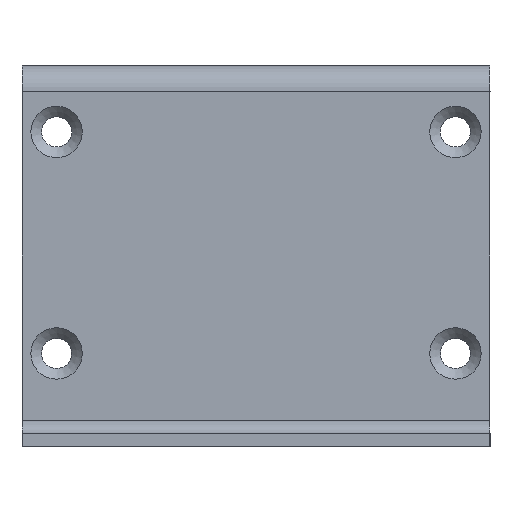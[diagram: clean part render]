
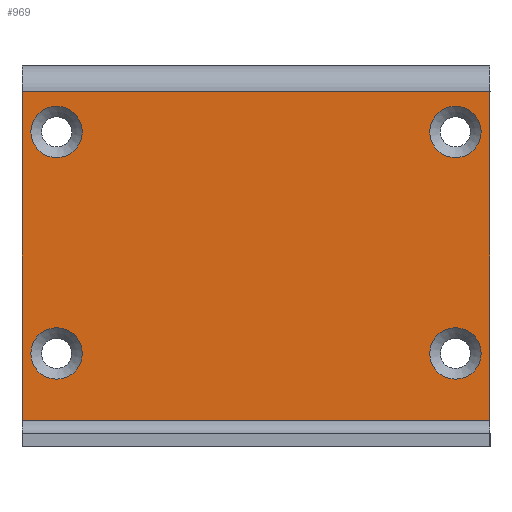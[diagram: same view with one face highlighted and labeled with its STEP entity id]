
A CAD part, left-side view. The second image highlights one B-rep face of the part: STEP entity #969.
In plain terms, the highlighted planar face has unit normal (-1, 0, 0).
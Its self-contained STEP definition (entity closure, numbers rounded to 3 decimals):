
#46=FACE_BOUND('',#224,.T.);
#47=FACE_BOUND('',#225,.T.);
#48=FACE_BOUND('',#226,.T.);
#49=FACE_BOUND('',#227,.T.);
#79=PLANE('',#1098);
#145=FACE_OUTER_BOUND('',#223,.T.);
#223=EDGE_LOOP('',(#884,#885,#886,#887));
#224=EDGE_LOOP('',(#888));
#225=EDGE_LOOP('',(#889));
#226=EDGE_LOOP('',(#890));
#227=EDGE_LOOP('',(#891));
#252=LINE('',#1517,#332);
#300=LINE('',#1632,#380);
#304=LINE('',#1645,#384);
#307=LINE('',#1649,#387);
#332=VECTOR('',#1243,10.);
#380=VECTOR('',#1365,10.);
#384=VECTOR('',#1383,10.);
#387=VECTOR('',#1388,10.);
#408=CIRCLE('',#1026,2.9);
#411=CIRCLE('',#1031,2.9);
#414=CIRCLE('',#1036,2.9);
#417=CIRCLE('',#1041,2.9);
#456=VERTEX_POINT('',#1459);
#459=VERTEX_POINT('',#1469);
#462=VERTEX_POINT('',#1479);
#465=VERTEX_POINT('',#1489);
#468=VERTEX_POINT('',#1499);
#473=VERTEX_POINT('',#1509);
#504=VERTEX_POINT('',#1629);
#505=VERTEX_POINT('',#1631);
#540=EDGE_CURVE('',#456,#456,#408,.T.);
#545=EDGE_CURVE('',#459,#459,#411,.T.);
#550=EDGE_CURVE('',#462,#462,#414,.T.);
#555=EDGE_CURVE('',#465,#465,#417,.T.);
#568=EDGE_CURVE('',#468,#473,#252,.T.);
#625=EDGE_CURVE('',#505,#504,#300,.T.);
#632=EDGE_CURVE('',#504,#468,#304,.T.);
#635=EDGE_CURVE('',#473,#505,#307,.T.);
#884=ORIENTED_EDGE('',*,*,#568,.T.);
#885=ORIENTED_EDGE('',*,*,#635,.T.);
#886=ORIENTED_EDGE('',*,*,#625,.T.);
#887=ORIENTED_EDGE('',*,*,#632,.T.);
#888=ORIENTED_EDGE('',*,*,#540,.T.);
#889=ORIENTED_EDGE('',*,*,#545,.T.);
#890=ORIENTED_EDGE('',*,*,#550,.T.);
#891=ORIENTED_EDGE('',*,*,#555,.T.);
#969=ADVANCED_FACE('',(#145,#46,#47,#48,#49),#79,.T.);
#1026=AXIS2_PLACEMENT_3D('',#1460,#1179,#1180);
#1031=AXIS2_PLACEMENT_3D('',#1470,#1191,#1192);
#1036=AXIS2_PLACEMENT_3D('',#1480,#1203,#1204);
#1041=AXIS2_PLACEMENT_3D('',#1490,#1215,#1216);
#1098=AXIS2_PLACEMENT_3D('',#1651,#1391,#1392);
#1179=DIRECTION('center_axis',(1.,0.,0.));
#1180=DIRECTION('ref_axis',(0.,0.,
1.));
#1191=DIRECTION('center_axis',(1.,0.,0.));
#1192=DIRECTION('ref_axis',(0.,0.,
1.));
#1203=DIRECTION('center_axis',(1.,0.,0.));
#1204=DIRECTION('ref_axis',(0.,0.,
1.));
#1215=DIRECTION('center_axis',(1.,0.,0.));
#1216=DIRECTION('ref_axis',(0.,0.,
1.));
#1243=DIRECTION('',(0.,1.,0.));
#1365=DIRECTION('',(0.,-1.,0.));
#1383=DIRECTION('',(0.,0.,1.));
#1388=DIRECTION('',(0.,0.,-1.));
#1391=DIRECTION('center_axis',(-1.,0.,0.));
#1392=DIRECTION('ref_axis',(0.,0.,
1.));
#1459=CARTESIAN_POINT('',(0.283,4.098,-10.4));
#1460=CARTESIAN_POINT('Origin',(0.283,4.098,-7.5));
#1469=CARTESIAN_POINT('',(0.283,4.098,-35.4));
#1470=CARTESIAN_POINT('Origin',(0.283,4.098,-32.5));
#1479=CARTESIAN_POINT('',(0.283,49.098,-35.4));
#1480=CARTESIAN_POINT('Origin',(0.283,49.098,-32.5));
#1489=CARTESIAN_POINT('',(0.283,49.098,-10.4));
#1490=CARTESIAN_POINT('Origin',(0.283,49.098,-7.5));
#1499=CARTESIAN_POINT('',(0.283,0.198,-3.));
#1509=CARTESIAN_POINT('',(0.283,52.998,-3.));
#1517=CARTESIAN_POINT('',(0.283,13.398,-3.));
#1629=CARTESIAN_POINT('',(0.283,0.198,-40.007));
#1631=CARTESIAN_POINT('',(0.283,52.998,-40.007));
#1632=CARTESIAN_POINT('',(0.283,13.398,-40.007));
#1645=CARTESIAN_POINT('',(0.283,0.198,-40.007));
#1649=CARTESIAN_POINT('',(0.283,52.998,-43.507));
#1651=CARTESIAN_POINT('Origin',(0.283,26.598,37.11));
